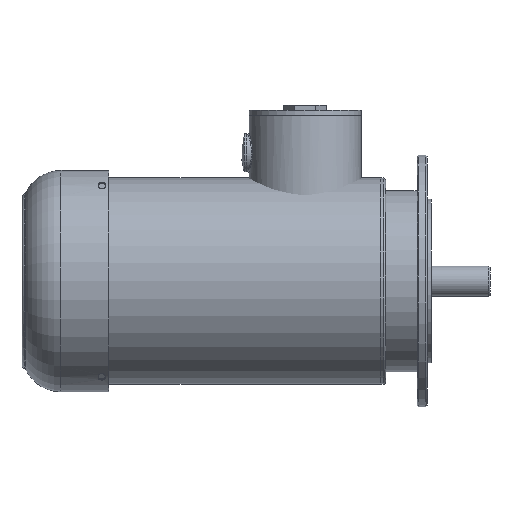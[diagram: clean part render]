
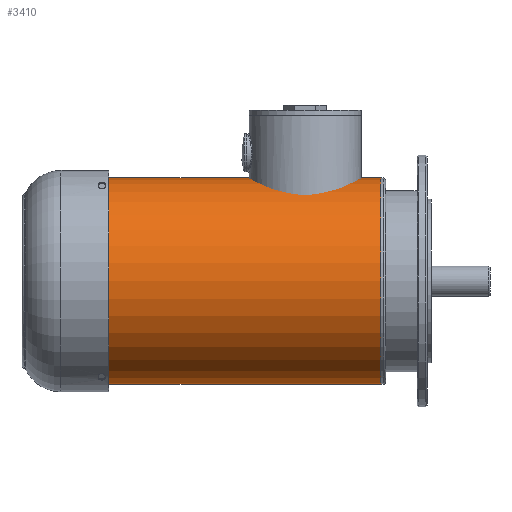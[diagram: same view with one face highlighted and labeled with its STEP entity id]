
A CAD part, front view. The second image highlights one B-rep face of the part: STEP entity #3410.
In plain terms, the highlighted cylindrical face has radius 82 mm (diameter 164 mm), a full revolution.
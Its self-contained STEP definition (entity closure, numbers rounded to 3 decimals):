
#3410=ADVANCED_FACE('', (#3420,#3430), #3440, .T.);
#20610=AXIS2_PLACEMENT_3D('Ax2Pl3d', #20620, #20630, #20640);
#20650=AXIS2_PLACEMENT_3D('Ax2Pl3d', #20660, #20670, #20680);
#20690=AXIS2_PLACEMENT_3D('Ax2Pl3d', #20700, #20710, #20720);
#20620=CARTESIAN_POINT('HicPkt', (33.5,0.,
0.));
#136310=CARTESIAN_POINT('', (33.5,0.,82.));
#20660=CARTESIAN_POINT('HicPkt', (249.5,0.,
0.));
#20700=CARTESIAN_POINT('HicPkt', (249.5,0.,
0.));
#136320=CARTESIAN_POINT('', (249.5,0.,82.));
#144320=CIRCLE('Circle', #20610, 82.);
#144330=CIRCLE('Circle', #20690, 82.);
#3440=CYLINDRICAL_SURFACE('Zyl', #20650, 82.);
#20630=DIRECTION('Axis', (1.,0.,0.));
#20640=DIRECTION('RefDirection', (0.,0.,-1.));
#20670=DIRECTION('Axis', (-1.,0.,0.)
);
#20680=DIRECTION('RefDirection', (0.,
0.,-1.));
#20710=DIRECTION('Axis', (1.,0.,0.));
#20720=DIRECTION('RefDirection', (0.,0.,-1.));
#173990=EDGE_CURVE('', #174000, #174000, #144320, .T.);
#174010=EDGE_CURVE('', #174020, #174020, #144330, .T.);
#191350=EDGE_LOOP('Edge_loop', (#191360));
#191370=EDGE_LOOP('Edge_loop', (#191380));
#3430=FACE_BOUND('', #191370, .T.);
#3420=FACE_OUTER_BOUND('Face_outer_bound', #191350, .T.);
#191360=ORIENTED_EDGE('', *, *, #173990, .T.);
#191380=ORIENTED_EDGE('', *, *, #174010, .F.);
#174000=VERTEX_POINT('', #136310);
#174020=VERTEX_POINT('', #136320);
